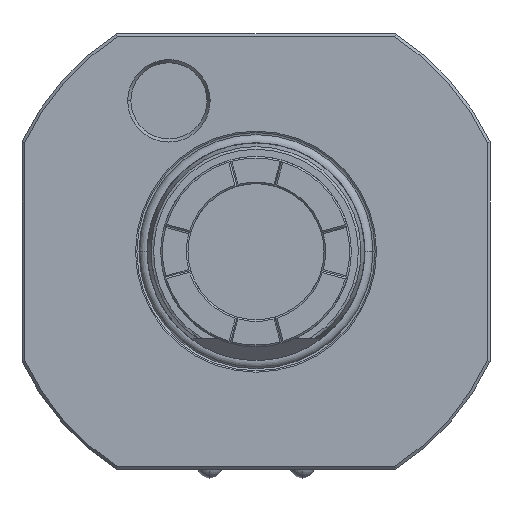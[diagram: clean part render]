
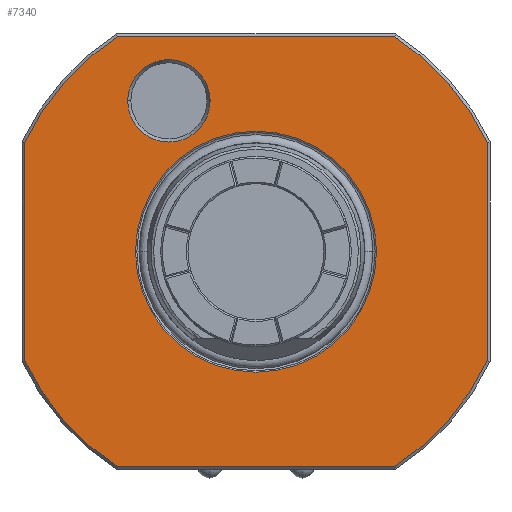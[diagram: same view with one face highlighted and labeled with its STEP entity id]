
A CAD part, left-side view. The second image highlights one B-rep face of the part: STEP entity #7340.
In plain terms, the highlighted planar face has unit normal (-1, 0, 0).
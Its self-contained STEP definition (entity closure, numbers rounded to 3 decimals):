
#230=CARTESIAN_POINT('',(-76.,0.,0.));
#231=DIRECTION('',(1.,0.,0.));
#232=DIRECTION('',(0.,-0.904,-0.427));
#233=AXIS2_PLACEMENT_3D('',#230,#231,#232);
#235=DIRECTION('',(0.,-1.,0.));
#236=VECTOR('',#235,50.942);
#237=CARTESIAN_POINT('',(-76.,25.471,-39.5));
#238=LINE('',#237,#236);
#239=CARTESIAN_POINT('',(-76.,0.,0.));
#240=DIRECTION('',(1.,0.,0.));
#241=DIRECTION('',(0.,0.542,-0.84));
#242=AXIS2_PLACEMENT_3D('',#239,#240,#241);
#244=DIRECTION('',(0.,0.,-1.));
#245=VECTOR('',#244,40.138);
#246=CARTESIAN_POINT('',(-76.,42.5,20.069));
#247=LINE('',#246,#245);
#248=CARTESIAN_POINT('',(-76.,0.,0.));
#249=DIRECTION('',(1.,0.,0.));
#250=DIRECTION('',(0.,0.904,0.427));
#251=AXIS2_PLACEMENT_3D('',#248,#249,#250);
#253=DIRECTION('',(0.,1.,0.));
#254=VECTOR('',#253,50.942);
#255=CARTESIAN_POINT('',(-76.,-25.471,39.5));
#256=LINE('',#255,#254);
#257=CARTESIAN_POINT('',(-76.,0.,0.));
#258=DIRECTION('',(1.,0.,0.));
#259=DIRECTION('',(0.,-0.542,0.84));
#260=AXIS2_PLACEMENT_3D('',#257,#258,#259);
#262=DIRECTION('',(0.,0.,1.));
#263=VECTOR('',#262,40.138);
#264=CARTESIAN_POINT('',(-76.,-42.5,
-20.069));
#265=LINE('',#264,#263);
#266=CARTESIAN_POINT('',(-76.,0.,0.));
#267=DIRECTION('',(1.,0.,0.));
#268=DIRECTION('',(0.,-1.,0.));
#269=AXIS2_PLACEMENT_3D('',#266,#267,#268);
#271=CARTESIAN_POINT('',(-76.,0.,0.));
#272=DIRECTION('',(1.,0.,0.));
#273=DIRECTION('',(0.,1.,0.));
#274=AXIS2_PLACEMENT_3D('',#271,#272,#273);
#276=CARTESIAN_POINT('',(-76.,16.,27.713));
#277=DIRECTION('',(1.,0.,0.));
#278=DIRECTION('',(0.,-1.,0.));
#279=AXIS2_PLACEMENT_3D('',#276,#277,#278);
#281=CARTESIAN_POINT('',(-76.,16.,27.713));
#282=DIRECTION('',(1.,0.,0.));
#283=DIRECTION('',(0.,1.,0.));
#284=AXIS2_PLACEMENT_3D('',#281,#282,#283);
#6469=CARTESIAN_POINT('',(-76.,-22.15,0.));
#6470=CARTESIAN_POINT('',(-76.,22.15,0.));
#6471=VERTEX_POINT('',#6469);
#6472=VERTEX_POINT('',#6470);
#6473=CARTESIAN_POINT('',(-76.,8.423,27.713));
#6474=CARTESIAN_POINT('',(-76.,23.577,27.713));
#6475=VERTEX_POINT('',#6473);
#6476=VERTEX_POINT('',#6474);
#6477=CARTESIAN_POINT('',(-76.,-42.5,-20.07));
#6478=CARTESIAN_POINT('',(-76.,-25.471,-39.5));
#6479=VERTEX_POINT('',#6477);
#6480=VERTEX_POINT('',#6478);
#6485=CARTESIAN_POINT('',(-76.,-25.471,39.5));
#6486=CARTESIAN_POINT('',(-76.,-42.5,20.07));
#6487=VERTEX_POINT('',#6485);
#6488=VERTEX_POINT('',#6486);
#6509=CARTESIAN_POINT('',(-76.,42.5,20.07));
#6510=CARTESIAN_POINT('',(-76.,25.471,39.5));
#6511=VERTEX_POINT('',#6509);
#6512=VERTEX_POINT('',#6510);
#6517=CARTESIAN_POINT('',(-76.,25.471,-39.5));
#6518=CARTESIAN_POINT('',(-76.,42.5,-20.07));
#6519=VERTEX_POINT('',#6517);
#6520=VERTEX_POINT('',#6518);
#7306=CARTESIAN_POINT('',(-76.,0.,0.));
#7307=DIRECTION('',(-1.,0.,0.));
#7308=DIRECTION('',(0.,1.,0.));
#7309=AXIS2_PLACEMENT_3D('',#7306,#7307,#7308);
#7310=PLANE('',#7309);
#7312=ORIENTED_EDGE('',*,*,#7311,.T.);
#7314=ORIENTED_EDGE('',*,*,#7313,.F.);
#7316=ORIENTED_EDGE('',*,*,#7315,.T.);
#7318=ORIENTED_EDGE('',*,*,#7317,.F.);
#7320=ORIENTED_EDGE('',*,*,#7319,.T.);
#7322=ORIENTED_EDGE('',*,*,#7321,.F.);
#7323=ORIENTED_EDGE('',*,*,#7296,.T.);
#7325=ORIENTED_EDGE('',*,*,#7324,.F.);
#7326=EDGE_LOOP('',(#7312,#7314,#7316,#7318,#7320,#7322,#7323,#7325));
#7327=FACE_OUTER_BOUND('',#7326,.F.);
#7329=ORIENTED_EDGE('',*,*,#7328,.F.);
#7331=ORIENTED_EDGE('',*,*,#7330,.F.);
#7332=EDGE_LOOP('',(#7329,#7331));
#7333=FACE_BOUND('',#7332,.F.);
#7335=ORIENTED_EDGE('',*,*,#7334,.F.);
#7337=ORIENTED_EDGE('',*,*,#7336,.F.);
#7338=EDGE_LOOP('',(#7335,#7337));
#7339=FACE_BOUND('',#7338,.F.);
#234=CIRCLE('',#233,47.001);
#243=CIRCLE('',#242,47.001);
#252=CIRCLE('',#251,47.001);
#261=CIRCLE('',#260,47.001);
#270=CIRCLE('',#269,22.15);
#275=CIRCLE('',#274,22.15);
#280=CIRCLE('',#279,7.577);
#285=CIRCLE('',#284,7.577);
#7296=EDGE_CURVE('',#6487,#6488,#261,.T.);
#7311=EDGE_CURVE('',#6479,#6480,#234,.T.);
#7313=EDGE_CURVE('',#6519,#6480,#238,.T.);
#7315=EDGE_CURVE('',#6519,#6520,#243,.T.);
#7317=EDGE_CURVE('',#6511,#6520,#247,.T.);
#7319=EDGE_CURVE('',#6511,#6512,#252,.T.);
#7321=EDGE_CURVE('',#6487,#6512,#256,.T.);
#7324=EDGE_CURVE('',#6479,#6488,#265,.T.);
#7328=EDGE_CURVE('',#6471,#6472,#270,.T.);
#7330=EDGE_CURVE('',#6472,#6471,#275,.T.);
#7334=EDGE_CURVE('',#6475,#6476,#280,.T.);
#7336=EDGE_CURVE('',#6476,#6475,#285,.T.);
#7340=ADVANCED_FACE('',(#7327,#7333,#7339),#7310,.T.);
